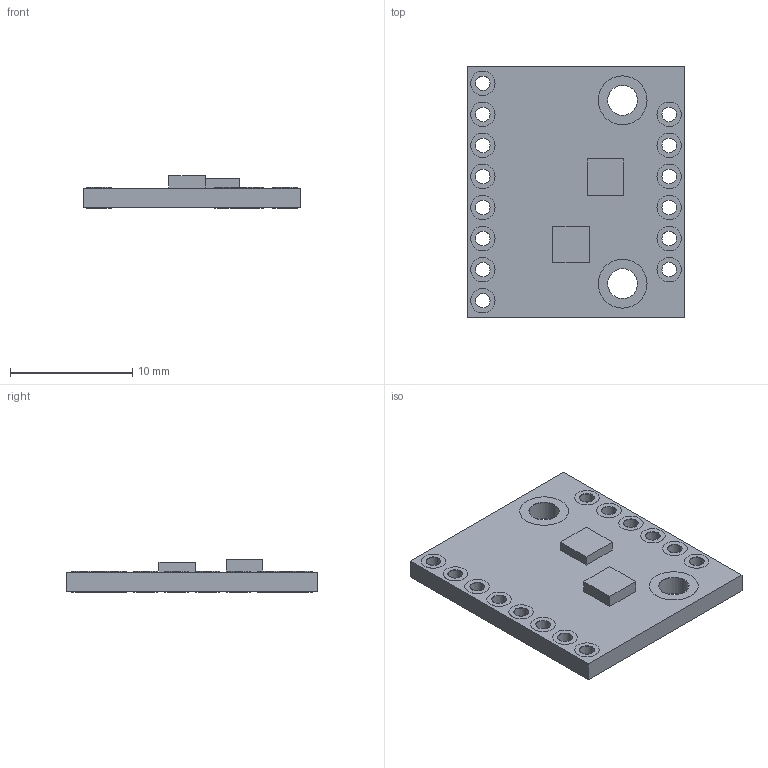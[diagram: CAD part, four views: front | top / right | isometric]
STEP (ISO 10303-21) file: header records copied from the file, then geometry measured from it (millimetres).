
FILE_DESCRIPTION(('FreeCAD Model'),'2;1');
FILE_NAME('Open CASCADE Shape Model','2025-08-22T10:48:55',(''),(''), 'Open CASCADE STEP processor 7.9','FreeCAD','Unknown');
FILE_SCHEMA(('AUTOMOTIVE_DESIGN { 1 0 10303 214 1 1 1 1 }'));
Length unit declared in the file: millimetre
Products named in the file (10): Unnamed; pcb; left-pads_array; pad1-left; right-pads_Array; pad14-right; ICM; IC; mount-pads; pad-mount
Assembly tree (22 placements, depth 3):
  Unnamed
    pcb
    left-pads_array
      pad1-left  x8
    right-pads_Array
      pad14-right  x6
    ICM
    IC
    mount-pads
      pad-mount  x2
Bounding box: 17.8 x 20.6 x 2.65 mm (x, y, z)
Volume: 636.8 mm3; surface area: 1367.8 mm2
Topology: 19 solids, 19 shells, 98 faces, 180 edges, 120 vertices
Faces by surface type: plane 50, cylinder 48
Full cylindrical faces by diameter (mm): 1.19 x14, 1.2 x14, 2 x14, 2.45 x2, 2.5 x2, 4 x2
Entity records: 1696 total; most frequent: DIRECTION 284, CARTESIAN_POINT 239, ORIENTED_EDGE 204, AXIS2_PLACEMENT_3D 113, EDGE_CURVE 102, FACE_BOUND 84, EDGE_LOOP 84, VERTEX_POINT 68
